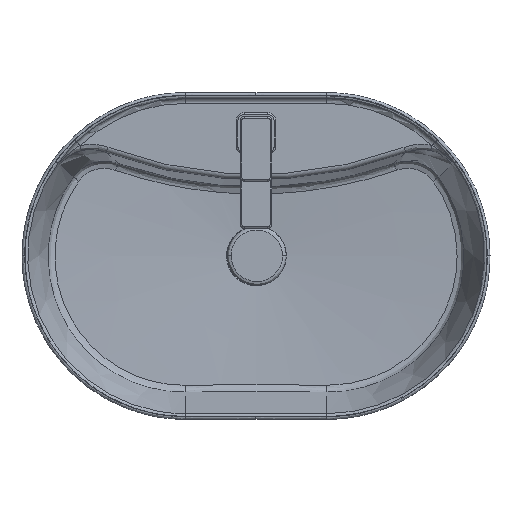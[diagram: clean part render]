
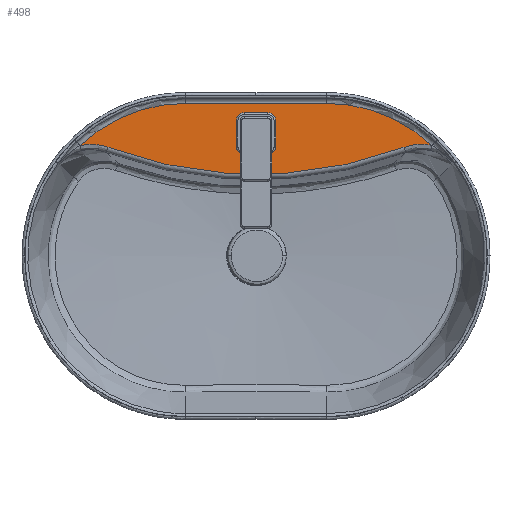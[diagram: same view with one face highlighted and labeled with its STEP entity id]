
A CAD part, top view. The second image highlights one B-rep face of the part: STEP entity #498.
In plain terms, the highlighted planar face has unit normal (0, 0, 1).
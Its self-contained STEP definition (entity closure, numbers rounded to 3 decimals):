
#498=ADVANCED_FACE('',(#1044,#1045),#668,.T.);
#668=PLANE('',#2919);
#713=LINE('',#6008,#821);
#821=VECTOR('',#3235,1.);
#930=B_SPLINE_CURVE_WITH_KNOTS('',3,(#4685,#4686,#4687,#4688,#4689,#4690,
#4691,#4692,#4693,#4694,#4695,#4696,#4697,#4698,#4699,#4700,#4701,#4702,
#4703,#4704,#4705,#4706,#4707,#4708,#4709,#4710,#4711,#4712,#4713,#4714,
#4715,#4716,#4717,#4718,#4719),.UNSPECIFIED.,.T.,.F.,(1,1,2,1,1,1,1,1,1,
1,1,1,1,1,1,1,1,1,1,1,1,1,1,1,1,1,1,1,1,1,1,1,1,1,2,1,1),(-0.063,-0.031,
0.,0.031,0.062,0.094,0.125,0.156,0.188,0.219,
0.25,0.281,0.313,0.344,0.375,0.406,0.438,0.469,0.5,0.531,0.563,
0.594,0.625,0.656,0.688,0.719,0.75,0.781,0.813,0.844,0.875,
0.906,0.938,0.969,1.,1.031,1.063),.UNSPECIFIED.);
#984=B_SPLINE_CURVE_WITH_KNOTS('',3,(#5998,#5999,#6000,#6001,#6002,#6003),
 .UNSPECIFIED.,.F.,.F.,(4,2,4),(0.,0.5,1.),.UNSPECIFIED.);
#985=B_SPLINE_CURVE_WITH_KNOTS('',3,(#6012,#6013,#6014,#6015,#6016,#6017),
 .UNSPECIFIED.,.F.,.F.,(4,2,4),(0.,0.5,1.),.UNSPECIFIED.);
#1044=FACE_BOUND('',#1084,.T.);
#1045=FACE_BOUND('',#1085,.T.);
#1084=EDGE_LOOP('',(#1365,#1366,#1367,#1368,#1369,#1370));
#1085=EDGE_LOOP('',(#1371));
#1365=ORIENTED_EDGE('',*,*,#2416,.T.);
#1366=ORIENTED_EDGE('',*,*,#2417,.T.);
#1367=ORIENTED_EDGE('',*,*,#2418,.T.);
#1368=ORIENTED_EDGE('',*,*,#2419,.T.);
#1369=ORIENTED_EDGE('',*,*,#2420,.T.);
#1370=ORIENTED_EDGE('',*,*,#2421,.T.);
#1371=ORIENTED_EDGE('',*,*,#2354,.T.);
#2103=VERTEX_POINT('',#4720);
#2159=VERTEX_POINT('',#6004);
#2160=VERTEX_POINT('',#6005);
#2161=VERTEX_POINT('',#6007);
#2162=VERTEX_POINT('',#6009);
#2163=VERTEX_POINT('',#6011);
#2164=VERTEX_POINT('',#6018);
#2354=EDGE_CURVE('',#2103,#2103,#930,.T.);
#2416=EDGE_CURVE('',#2159,#2160,#984,.T.);
#2417=EDGE_CURVE('',#2160,#2161,#2734,.T.);
#2418=EDGE_CURVE('',#2161,#2162,#713,.T.);
#2419=EDGE_CURVE('',#2162,#2163,#2735,.T.);
#2420=EDGE_CURVE('',#2163,#2164,#985,.T.);
#2421=EDGE_CURVE('',#2164,#2159,#2736,.T.);
#2734=CIRCLE('',#2916,194.733);
#2735=CIRCLE('',#2917,194.733);
#2736=CIRCLE('',#2918,535.991);
#2916=AXIS2_PLACEMENT_3D('',#6006,#3233,#3234);
#2917=AXIS2_PLACEMENT_3D('',#6010,#3236,#3237);
#2918=AXIS2_PLACEMENT_3D('',#6019,#3238,#3239);
#2919=AXIS2_PLACEMENT_3D('',#6020,#3240,#3241);
#3233=DIRECTION('',(0.,0.,1.));
#3234=DIRECTION('',(1.,0.,0.));
#3235=DIRECTION('',(-1.,0.,0.));
#3236=DIRECTION('',(0.,0.,1.));
#3237=DIRECTION('',(1.,0.,0.));
#3238=DIRECTION('',(0.,0.,1.));
#3239=DIRECTION('',(1.,0.,0.));
#3240=DIRECTION('',(0.,0.,1.));
#3241=DIRECTION('',(-1.,0.,0.));
#4685=CARTESIAN_POINT('',(-17.5,153.855,108.5));
#4686=CARTESIAN_POINT('',(-17.5,156.145,108.5));
#4687=CARTESIAN_POINT('',(-17.274,158.436,108.5));
#4688=CARTESIAN_POINT('',(-16.272,161.74,108.5));
#4689=CARTESIAN_POINT('',(-14.645,164.785,108.5));
#4690=CARTESIAN_POINT('',(-12.454,167.454,108.5));
#4691=CARTESIAN_POINT('',(-9.785,169.645,108.5));
#4692=CARTESIAN_POINT('',(-6.74,171.272,108.5));
#4693=CARTESIAN_POINT('',(-3.436,172.274,108.5));
#4694=CARTESIAN_POINT('',(0.,172.613,108.5));
#4695=CARTESIAN_POINT('',(3.436,172.274,108.5));
#4696=CARTESIAN_POINT('',(6.74,171.272,108.5));
#4697=CARTESIAN_POINT('',(9.785,169.645,108.5));
#4698=CARTESIAN_POINT('',(12.454,167.454,108.5));
#4699=CARTESIAN_POINT('',(14.645,164.785,108.5));
#4700=CARTESIAN_POINT('',(16.272,161.74,108.5));
#4701=CARTESIAN_POINT('',(17.274,158.436,108.5));
#4702=CARTESIAN_POINT('',(17.613,155.,108.5));
#4703=CARTESIAN_POINT('',(17.274,151.564,108.5));
#4704=CARTESIAN_POINT('',(16.272,148.26,108.5));
#4705=CARTESIAN_POINT('',(14.645,145.215,108.5));
#4706=CARTESIAN_POINT('',(12.454,142.546,108.5));
#4707=CARTESIAN_POINT('',(9.785,140.355,108.5));
#4708=CARTESIAN_POINT('',(6.74,138.728,108.5));
#4709=CARTESIAN_POINT('',(3.436,137.726,108.5));
#4710=CARTESIAN_POINT('',(0.,137.387,108.5));
#4711=CARTESIAN_POINT('',(-3.436,137.726,108.5));
#4712=CARTESIAN_POINT('',(-6.74,138.728,108.5));
#4713=CARTESIAN_POINT('',(-9.785,140.355,108.5));
#4714=CARTESIAN_POINT('',(-12.454,142.546,108.5));
#4715=CARTESIAN_POINT('',(-14.645,145.215,108.5));
#4716=CARTESIAN_POINT('',(-16.272,148.26,108.5));
#4717=CARTESIAN_POINT('',(-17.274,151.564,108.5));
#4718=CARTESIAN_POINT('',(-17.5,153.855,108.5));
#4719=CARTESIAN_POINT('',(-17.5,156.145,108.5));
#4720=CARTESIAN_POINT('',(-17.5,155.,108.5));
#5998=CARTESIAN_POINT('',(188.79,138.629,108.5));
#5999=CARTESIAN_POINT('',(194.482,140.771,108.5));
#6000=CARTESIAN_POINT('',(200.342,142.06,108.5));
#6001=CARTESIAN_POINT('',(212.41,142.881,108.5));
#6002=CARTESIAN_POINT('',(218.481,142.384,108.5));
#6003=CARTESIAN_POINT('',(224.39,140.926,108.5));
#6004=CARTESIAN_POINT('',(188.79,138.629,108.5));
#6005=CARTESIAN_POINT('',(224.39,140.926,108.5));
#6006=CARTESIAN_POINT('',(90.,0.,108.5));
#6007=CARTESIAN_POINT('',(90.,194.733,108.5));
#6008=CARTESIAN_POINT('',(0.,194.733,108.5));
#6009=CARTESIAN_POINT('',(-90.,194.733,108.5));
#6010=CARTESIAN_POINT('',(-90.,0.,108.5));
#6011=CARTESIAN_POINT('',(-224.39,140.926,108.5));
#6012=CARTESIAN_POINT('',(-224.39,140.926,108.5));
#6013=CARTESIAN_POINT('',(-218.481,142.384,108.5));
#6014=CARTESIAN_POINT('',(-212.41,142.881,108.5));
#6015=CARTESIAN_POINT('',(-200.342,142.06,108.5));
#6016=CARTESIAN_POINT('',(-194.482,140.771,108.5));
#6017=CARTESIAN_POINT('',(-188.79,138.629,108.5));
#6018=CARTESIAN_POINT('',(-188.79,138.629,108.5));
#6019=CARTESIAN_POINT('',(0.,640.271,108.5));
#6020=CARTESIAN_POINT('',(0.,198.,108.5));
